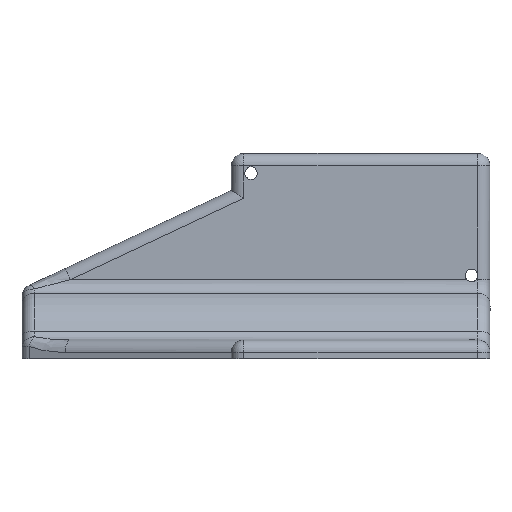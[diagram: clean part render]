
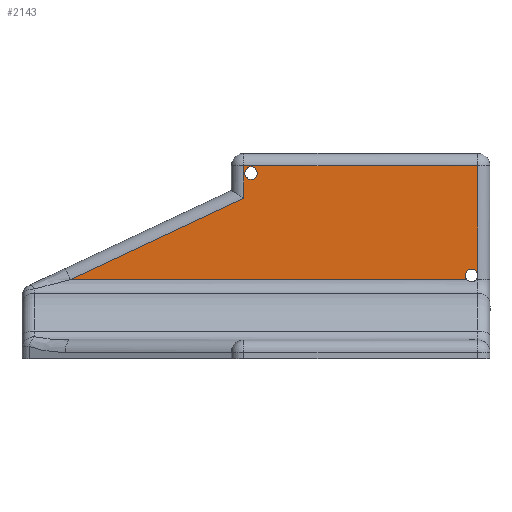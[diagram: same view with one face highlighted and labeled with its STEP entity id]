
A CAD part, left-side view. The second image highlights one B-rep face of the part: STEP entity #2143.
In plain terms, the highlighted planar face has unit normal (-1, 0, 0).
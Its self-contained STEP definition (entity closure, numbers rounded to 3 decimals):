
#120=CARTESIAN_POINT('Vertex',(-9.525,-95.25,55.658)) ;
#123=CARTESIAN_POINT('Line Origine',(-9.525,-95.25,17.857)) ;
#127=CARTESIAN_POINT('Vertex',(-9.525,-95.25,72.39)) ;
#297=CARTESIAN_POINT('Line Origine',(-9.525,-149.317,72.39)) ;
#301=CARTESIAN_POINT('Vertex',(-9.525,-215.9,72.39)) ;
#606=CARTESIAN_POINT('Line Origine',(-9.525,-215.9,57.922)) ;
#610=CARTESIAN_POINT('Vertex',(-9.525,-215.9,16.513)) ;
#970=CARTESIAN_POINT('Vertex',(-9.525,-210.345,13.679)) ;
#973=CARTESIAN_POINT('Line Origine',(-9.525,-106.979,13.679)) ;
#977=CARTESIAN_POINT('Vertex',(-9.525,-5.932,13.679)) ;
#2076=CARTESIAN_POINT('Line Origine',(-9.525,-100.931,58.328)) ;
#2088=CARTESIAN_POINT('Axis2P3D Location',(-9.525,-123.825,29.845)) ;
#2104=CARTESIAN_POINT('Axis2P3D Location',(-9.525,-212.725,15.875)) ;
#2108=CARTESIAN_POINT('Vertex',(-9.525,-209.487,15.875)) ;
#2111=CARTESIAN_POINT('Axis2P3D Location',(-9.525,-212.725,15.875)) ;
#2125=CARTESIAN_POINT('Axis2P3D Location',(-9.525,-99.06,68.58)) ;
#2129=CARTESIAN_POINT('Vertex',(-9.525,-102.299,68.58)) ;
#2131=CARTESIAN_POINT('Vertex',(-9.525,-95.822,68.58)) ;
#2134=CARTESIAN_POINT('Axis2P3D Location',(-9.525,-99.06,68.58)) ;
#125=VECTOR('Line Direction',#124,1.) ;
#299=VECTOR('Line Direction',#298,1.) ;
#608=VECTOR('Line Direction',#607,1.) ;
#975=VECTOR('Line Direction',#974,1.) ;
#2078=VECTOR('Line Direction',#2077,1.) ;
#124=DIRECTION('Vector Direction',(0.,0.,1.)) ;
#298=DIRECTION('Vector Direction',(0.,1.,0.)) ;
#607=DIRECTION('Vector Direction',(0.,0.,1.)) ;
#974=DIRECTION('Vector Direction',(0.,-1.,0.)) ;
#2077=DIRECTION('Vector Direction',(0.,-0.905,0.425)) ;
#2089=DIRECTION('Axis2P3D Direction',(1.,0.,0.)) ;
#2090=DIRECTION('Axis2P3D XDirection',(0.,-0.905,0.425)) ;
#2105=DIRECTION('Axis2P3D Direction',(1.,0.,0.)) ;
#2112=DIRECTION('Axis2P3D Direction',(1.,0.,0.)) ;
#2126=DIRECTION('Axis2P3D Direction',(1.,0.,0.)) ;
#2135=DIRECTION('Axis2P3D Direction',(1.,0.,0.)) ;
#2091=AXIS2_PLACEMENT_3D('Plane Axis2P3D',#2088,#2089,#2090) ;
#2106=AXIS2_PLACEMENT_3D('Circle Axis2P3D',#2104,#2105,$) ;
#2113=AXIS2_PLACEMENT_3D('Circle Axis2P3D',#2111,#2112,$) ;
#2127=AXIS2_PLACEMENT_3D('Circle Axis2P3D',#2125,#2126,$) ;
#2136=AXIS2_PLACEMENT_3D('Circle Axis2P3D',#2134,#2135,$) ;
#126=LINE('Line',#123,#125) ;
#300=LINE('Line',#297,#299) ;
#609=LINE('Line',#606,#608) ;
#976=LINE('Line',#973,#975) ;
#2079=LINE('Line',#2076,#2078) ;
#2107=CIRCLE('generated circle',#2106,3.239) ;
#2114=CIRCLE('generated circle',#2113,3.239) ;
#2128=CIRCLE('generated circle',#2127,3.239) ;
#2137=CIRCLE('generated circle',#2136,3.239) ;
#2092=PLANE('',#2091) ;
#2142=FACE_BOUND('',#2139,.T.) ;
#129=EDGE_CURVE('',#128,#121,#126,.F.) ;
#303=EDGE_CURVE('',#302,#128,#300,.T.) ;
#612=EDGE_CURVE('',#611,#302,#609,.T.) ;
#979=EDGE_CURVE('',#978,#971,#976,.T.) ;
#2080=EDGE_CURVE('',#121,#978,#2079,.F.) ;
#2110=EDGE_CURVE('',#971,#2109,#2107,.T.) ;
#2115=EDGE_CURVE('',#2109,#611,#2114,.T.) ;
#2133=EDGE_CURVE('',#2130,#2132,#2128,.T.) ;
#2138=EDGE_CURVE('',#2132,#2130,#2137,.T.) ;
#2117=ORIENTED_EDGE('',*,*,#612,.T.) ;
#2118=ORIENTED_EDGE('',*,*,#303,.T.) ;
#2119=ORIENTED_EDGE('',*,*,#129,.T.) ;
#2120=ORIENTED_EDGE('',*,*,#2080,.T.) ;
#2121=ORIENTED_EDGE('',*,*,#979,.T.) ;
#2122=ORIENTED_EDGE('',*,*,#2110,.T.) ;
#2123=ORIENTED_EDGE('',*,*,#2115,.T.) ;
#2140=ORIENTED_EDGE('',*,*,#2133,.T.) ;
#2141=ORIENTED_EDGE('',*,*,#2138,.T.) ;
#2116=EDGE_LOOP('',(#2117,#2118,#2119,#2120,#2121,#2122,#2123)) ;
#2139=EDGE_LOOP('',(#2140,#2141)) ;
#121=VERTEX_POINT('',#120) ;
#128=VERTEX_POINT('',#127) ;
#302=VERTEX_POINT('',#301) ;
#611=VERTEX_POINT('',#610) ;
#971=VERTEX_POINT('',#970) ;
#978=VERTEX_POINT('',#977) ;
#2109=VERTEX_POINT('',#2108) ;
#2130=VERTEX_POINT('',#2129) ;
#2132=VERTEX_POINT('',#2131) ;
#2143=ADVANCED_FACE('PartBody',(#2124,#2142),#2092,.F.) ;
#2124=FACE_OUTER_BOUND('',#2116,.T.) ;
